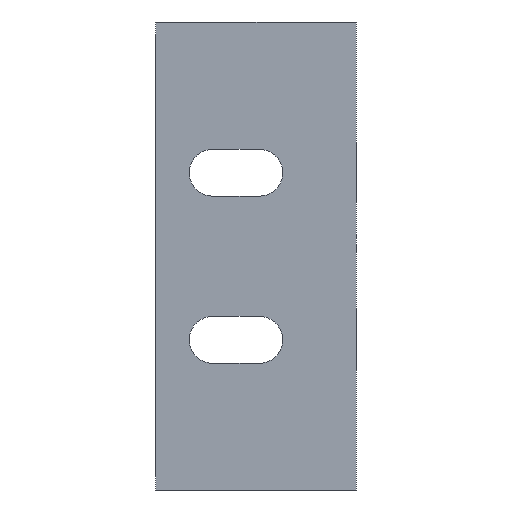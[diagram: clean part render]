
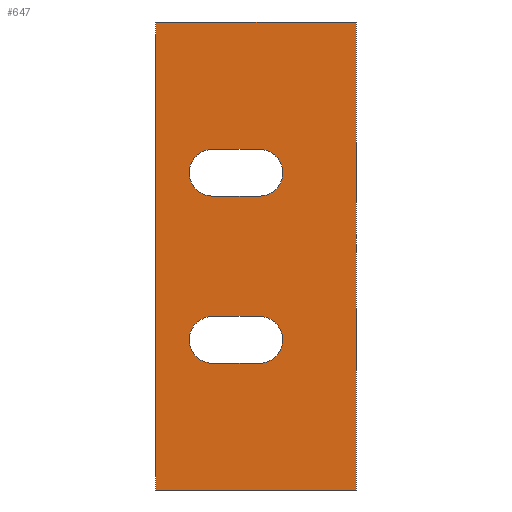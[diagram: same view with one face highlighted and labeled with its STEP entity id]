
A CAD part, left-side view. The second image highlights one B-rep face of the part: STEP entity #647.
In plain terms, the highlighted planar face has unit normal (-1, 0, 0).
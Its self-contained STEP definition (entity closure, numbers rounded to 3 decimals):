
#26 = LINE ( 'NONE', #2641, #3512 ) ;
#112 = CARTESIAN_POINT ( 'NONE',  ( -151., 21.5, 8.954 ) ) ;
#262 = VERTEX_POINT ( 'NONE', #112 ) ;
#321 = VERTEX_POINT ( 'NONE', #8170 ) ;
#647 = ADVANCED_FACE ( 'NONE', ( #3732, #1666, #3689 ), #7499, .T. ) ;
#747 = EDGE_CURVE ( 'NONE', #1363, #4298, #1218, .T. ) ;
#768 = ORIENTED_EDGE ( 'NONE', *, *, #1389, .T. ) ;
#806 = CARTESIAN_POINT ( 'NONE',  ( -151., 14.5, -9.046 ) ) ;
#951 = EDGE_CURVE ( 'NONE', #7538, #1363, #7884, .T. ) ;
#1057 = VECTOR ( 'NONE', #1439, 1000. ) ;
#1141 = CARTESIAN_POINT ( 'NONE',  ( -151., 21.5, 12.454 ) ) ;
#1214 = ORIENTED_EDGE ( 'NONE', *, *, #7452, .T. ) ;
#1218 = CIRCLE ( 'NONE', #3135, 3.5 ) ;
#1363 = VERTEX_POINT ( 'NONE', #2755 ) ;
#1389 = EDGE_CURVE ( 'NONE', #262, #2446, #1508, .T. ) ;
#1439 = DIRECTION ( 'NONE',  ( 0., -1., 0. ) ) ;
#1448 = ORIENTED_EDGE ( 'NONE', *, *, #747, .T. ) ;
#1461 = AXIS2_PLACEMENT_3D ( 'NONE', #7920, #2045, #4658 ) ;
#1508 = CIRCLE ( 'NONE', #5622, 3.5 ) ;
#1509 = CARTESIAN_POINT ( 'NONE',  ( -151., 14.5, -16.046 ) ) ;
#1511 = EDGE_LOOP ( 'NONE', ( #1448, #6259, #5158, #5987 ) ) ;
#1666 = FACE_BOUND ( 'NONE', #2557, .T. ) ;
#1728 = VECTOR ( 'NONE', #3386, 1000. ) ;
#1786 = ORIENTED_EDGE ( 'NONE', *, *, #2502, .T. ) ;
#1838 = DIRECTION ( 'NONE',  ( 0., -1., 0. ) ) ;
#2012 = CIRCLE ( 'NONE', #1461, 3.5 ) ;
#2021 = CARTESIAN_POINT ( 'NONE',  ( -151., 14.5, 15.954 ) ) ;
#2045 = DIRECTION ( 'NONE',  ( 1., 0., 0. ) ) ;
#2050 = DIRECTION ( 'NONE',  ( 0., -1., 0. ) ) ;
#2056 = LINE ( 'NONE', #4026, #1728 ) ;
#2426 = EDGE_CURVE ( 'NONE', #8288, #7538, #5015, .T. ) ;
#2446 = VERTEX_POINT ( 'NONE', #7019 ) ;
#2502 = EDGE_CURVE ( 'NONE', #321, #4789, #5860, .T. ) ;
#2557 = EDGE_LOOP ( 'NONE', ( #768, #3046, #5678, #4248 ) ) ;
#2601 = EDGE_CURVE ( 'NONE', #3348, #6022, #2012, .T. ) ;
#2641 = CARTESIAN_POINT ( 'NONE',  ( -151., 30., 233.989 ) ) ;
#2674 = CARTESIAN_POINT ( 'NONE',  ( -151., 21.5, 8.954 ) ) ;
#2707 = CARTESIAN_POINT ( 'NONE',  ( -151., 14.5, 15.954 ) ) ;
#2755 = CARTESIAN_POINT ( 'NONE',  ( -151., 14.5, -9.046 ) ) ;
#3000 = EDGE_CURVE ( 'NONE', #6022, #262, #5241, .T. ) ;
#3046 = ORIENTED_EDGE ( 'NONE', *, *, #5055, .T. ) ;
#3135 = AXIS2_PLACEMENT_3D ( 'NONE', #6948, #8402, #1838 ) ;
#3273 = EDGE_CURVE ( 'NONE', #3727, #3968, #5582, .T. ) ;
#3348 = VERTEX_POINT ( 'NONE', #2707 ) ;
#3386 = DIRECTION ( 'NONE',  ( 0., 1., 0. ) ) ;
#3512 = VECTOR ( 'NONE', #5812, 1000. ) ;
#3557 = LINE ( 'NONE', #6161, #4748 ) ;
#3689 = FACE_BOUND ( 'NONE', #1511, .T. ) ;
#3727 = VERTEX_POINT ( 'NONE', #5941 ) ;
#3732 = FACE_OUTER_BOUND ( 'NONE', #4084, .T. ) ;
#3772 = VECTOR ( 'NONE', #2050, 1000. ) ;
#3888 = CARTESIAN_POINT ( 'NONE',  ( -151., 0., -35. ) ) ;
#3968 = VERTEX_POINT ( 'NONE', #5594 ) ;
#4026 = CARTESIAN_POINT ( 'NONE',  ( -151., 21.5, -16.046 ) ) ;
#4084 = EDGE_LOOP ( 'NONE', ( #1214, #1786, #4543, #5851 ) ) ;
#4183 = VECTOR ( 'NONE', #5202, 1000. ) ;
#4199 = DIRECTION ( 'NONE',  ( -1., 0., 0. ) ) ;
#4248 = ORIENTED_EDGE ( 'NONE', *, *, #3000, .T. ) ;
#4282 = DIRECTION ( 'NONE',  ( 0., 1., 0. ) ) ;
#4295 = AXIS2_PLACEMENT_3D ( 'NONE', #6163, #4199, #4282 ) ;
#4298 = VERTEX_POINT ( 'NONE', #1509 ) ;
#4543 = ORIENTED_EDGE ( 'NONE', *, *, #5295, .T. ) ;
#4658 = DIRECTION ( 'NONE',  ( 0., -1., 0. ) ) ;
#4748 = VECTOR ( 'NONE', #5607, 1000. ) ;
#4789 = VERTEX_POINT ( 'NONE', #8148 ) ;
#5015 = CIRCLE ( 'NONE', #6665, 3.5 ) ;
#5055 = EDGE_CURVE ( 'NONE', #2446, #3348, #5310, .T. ) ;
#5158 = ORIENTED_EDGE ( 'NONE', *, *, #2426, .T. ) ;
#5186 = CARTESIAN_POINT ( 'NONE',  ( -151., 21.5, -16.046 ) ) ;
#5202 = DIRECTION ( 'NONE',  ( 0., 1., 0. ) ) ;
#5238 = CARTESIAN_POINT ( 'NONE',  ( -151., 14.5, 8.954 ) ) ;
#5241 = LINE ( 'NONE', #2674, #4183 ) ;
#5295 = EDGE_CURVE ( 'NONE', #4789, #3968, #3557, .T. ) ;
#5310 = LINE ( 'NONE', #2021, #6256 ) ;
#5481 = VECTOR ( 'NONE', #7688, 1000. ) ;
#5582 = LINE ( 'NONE', #8199, #5481 ) ;
#5594 = CARTESIAN_POINT ( 'NONE',  ( -151., 0., 35. ) ) ;
#5607 = DIRECTION ( 'NONE',  ( 0., 0., 1. ) ) ;
#5622 = AXIS2_PLACEMENT_3D ( 'NONE', #1141, #7099, #5810 ) ;
#5678 = ORIENTED_EDGE ( 'NONE', *, *, #2601, .T. ) ;
#5777 = DIRECTION ( 'NONE',  ( 0., -1., 0. ) ) ;
#5791 = DIRECTION ( 'NONE',  ( 0., -1., 0. ) ) ;
#5810 = DIRECTION ( 'NONE',  ( 0., -1., 0. ) ) ;
#5812 = DIRECTION ( 'NONE',  ( 0., 0., -1. ) ) ;
#5851 = ORIENTED_EDGE ( 'NONE', *, *, #3273, .F. ) ;
#5860 = LINE ( 'NONE', #3888, #1057 ) ;
#5941 = CARTESIAN_POINT ( 'NONE',  ( -151., 30., 35. ) ) ;
#5987 = ORIENTED_EDGE ( 'NONE', *, *, #951, .T. ) ;
#6012 = CARTESIAN_POINT ( 'NONE',  ( -151., 21.5, -9.046 ) ) ;
#6022 = VERTEX_POINT ( 'NONE', #5238 ) ;
#6161 = CARTESIAN_POINT ( 'NONE',  ( -151., 0., 0. ) ) ;
#6163 = CARTESIAN_POINT ( 'NONE',  ( -151., 0., 233.989 ) ) ;
#6256 = VECTOR ( 'NONE', #5791, 1000. ) ;
#6259 = ORIENTED_EDGE ( 'NONE', *, *, #7179, .T. ) ;
#6330 = DIRECTION ( 'NONE',  ( 1., 0., 0. ) ) ;
#6665 = AXIS2_PLACEMENT_3D ( 'NONE', #7060, #6330, #5777 ) ;
#6948 = CARTESIAN_POINT ( 'NONE',  ( -151., 14.5, -12.546 ) ) ;
#7019 = CARTESIAN_POINT ( 'NONE',  ( -151., 21.5, 15.954 ) ) ;
#7060 = CARTESIAN_POINT ( 'NONE',  ( -151., 21.5, -12.546 ) ) ;
#7099 = DIRECTION ( 'NONE',  ( 1., 0., 0. ) ) ;
#7179 = EDGE_CURVE ( 'NONE', #4298, #8288, #2056, .T. ) ;
#7452 = EDGE_CURVE ( 'NONE', #3727, #321, #26, .T. ) ;
#7499 = PLANE ( 'NONE',  #4295 ) ;
#7538 = VERTEX_POINT ( 'NONE', #6012 ) ;
#7688 = DIRECTION ( 'NONE',  ( 0., -1., 0. ) ) ;
#7884 = LINE ( 'NONE', #806, #3772 ) ;
#7920 = CARTESIAN_POINT ( 'NONE',  ( -151., 14.5, 12.454 ) ) ;
#8148 = CARTESIAN_POINT ( 'NONE',  ( -151., 0., -35. ) ) ;
#8170 = CARTESIAN_POINT ( 'NONE',  ( -151., 30., -35. ) ) ;
#8199 = CARTESIAN_POINT ( 'NONE',  ( -151., 0., 35. ) ) ;
#8288 = VERTEX_POINT ( 'NONE', #5186 ) ;
#8402 = DIRECTION ( 'NONE',  ( 1., 0., 0. ) ) ;
